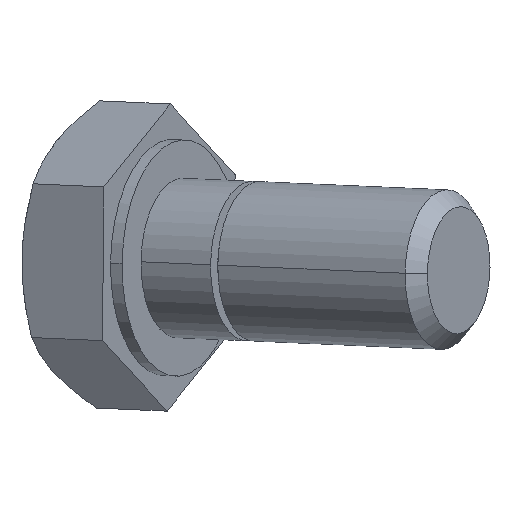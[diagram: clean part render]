
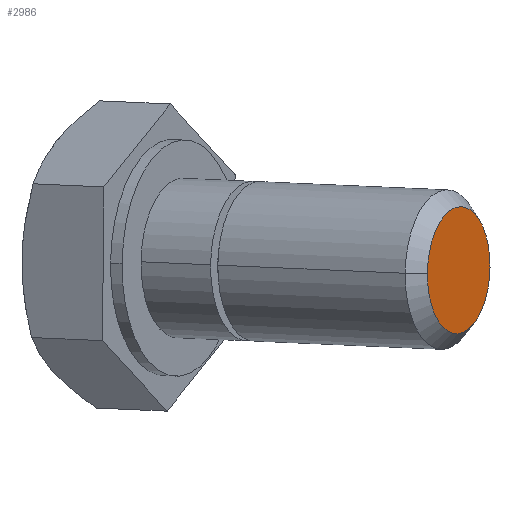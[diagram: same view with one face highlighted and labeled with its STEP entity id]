
A CAD part, front view. The second image highlights one B-rep face of the part: STEP entity #2986.
In plain terms, the highlighted planar face has unit normal (0.871, -0.49, -0.038).
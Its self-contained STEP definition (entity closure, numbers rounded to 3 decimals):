
#2574 = CONICAL_SURFACE('',#2575,2.693,0.785);
#2575 = AXIS2_PLACEMENT_3D('',#2576,#2577,#2578);
#2576 = CARTESIAN_POINT('',(9.946,-5.438,
    -0.466));
#2577 = DIRECTION('',(-0.871,0.491,0.038)
  );
#2578 = DIRECTION('',(0.492,0.869,0.047)
  );
#2713 = CONICAL_SURFACE('',#2714,2.693,0.785);
#2714 = AXIS2_PLACEMENT_3D('',#2715,#2716,#2717);
#2715 = CARTESIAN_POINT('',(9.946,-5.438,
    -0.466));
#2716 = DIRECTION('',(-0.871,0.491,0.038)
  );
#2717 = DIRECTION('',(-0.492,-0.869,
    -0.047));
#2753 = EDGE_CURVE('',#2754,#2756,#2758,.T.);
#2754 = VERTEX_POINT('',#2755);
#2755 = CARTESIAN_POINT('',(9.039,-7.664,
    -0.589));
#2756 = VERTEX_POINT('',#2757);
#2757 = CARTESIAN_POINT('',(11.387,-3.514,
    -0.366));
#2758 = SURFACE_CURVE('',#2759,(#2764,#2793),.PCURVE_S1.);
#2759 = CIRCLE('',#2760,2.387);
#2760 = AXIS2_PLACEMENT_3D('',#2761,#2762,#2763);
#2761 = CARTESIAN_POINT('',(10.213,-5.589,
    -0.477));
#2762 = DIRECTION('',(0.871,-0.491,-0.038
    ));
#2763 = DIRECTION('',(-0.492,-0.869,
    -0.047));
#2764 = PCURVE('',#2713,#2765);
#2765 = DEFINITIONAL_REPRESENTATION('',(#2766),#2792);
#2766 = B_SPLINE_CURVE_WITH_KNOTS('',3,(#2767,#2768,#2769,#2770,#2771,
    #2772,#2773,#2774,#2775,#2776,#2777,#2778,#2779,#2780,#2781,#2782,
    #2783,#2784,#2785,#2786,#2787,#2788,#2789,#2790,#2791),
  .UNSPECIFIED.,.F.,.F.,(4,1,1,1,1,1,1,1,1,1,1,1,1,1,1,1,1,1,1,1,1,1,4),
  (6.283,6.426,6.569,6.712,
    6.854,6.997,7.14,7.283,
    7.426,7.568,7.711,7.854,
    7.997,8.14,8.282,8.425,
    8.568,8.711,8.854,8.996,
    9.139,9.282,9.425),
  .QUASI_UNIFORM_KNOTS.);
#2767 = CARTESIAN_POINT('',(6.283,-0.307));
#2768 = CARTESIAN_POINT('',(6.236,-0.307));
#2769 = CARTESIAN_POINT('',(6.14,-0.307));
#2770 = CARTESIAN_POINT('',(5.998,-0.307));
#2771 = CARTESIAN_POINT('',(5.855,-0.307));
#2772 = CARTESIAN_POINT('',(5.712,-0.307));
#2773 = CARTESIAN_POINT('',(5.569,-0.307));
#2774 = CARTESIAN_POINT('',(5.426,-0.307));
#2775 = CARTESIAN_POINT('',(5.284,-0.307));
#2776 = CARTESIAN_POINT('',(5.141,-0.307));
#2777 = CARTESIAN_POINT('',(4.998,-0.307));
#2778 = CARTESIAN_POINT('',(4.855,-0.307));
#2779 = CARTESIAN_POINT('',(4.712,-0.307));
#2780 = CARTESIAN_POINT('',(4.57,-0.307));
#2781 = CARTESIAN_POINT('',(4.427,-0.307));
#2782 = CARTESIAN_POINT('',(4.284,-0.307));
#2783 = CARTESIAN_POINT('',(4.141,-0.307));
#2784 = CARTESIAN_POINT('',(3.998,-0.307));
#2785 = CARTESIAN_POINT('',(3.856,-0.307));
#2786 = CARTESIAN_POINT('',(3.713,-0.307));
#2787 = CARTESIAN_POINT('',(3.57,-0.307));
#2788 = CARTESIAN_POINT('',(3.427,-0.307));
#2789 = CARTESIAN_POINT('',(3.284,-0.307));
#2790 = CARTESIAN_POINT('',(3.189,-0.307));
#2791 = CARTESIAN_POINT('',(3.142,-0.307));
#2792 = ( GEOMETRIC_REPRESENTATION_CONTEXT(2) 
PARAMETRIC_REPRESENTATION_CONTEXT() REPRESENTATION_CONTEXT('2D SPACE',''
  ) );
#2793 = PCURVE('',#2794,#2799);
#2794 = PLANE('',#2795);
#2795 = AXIS2_PLACEMENT_3D('',#2796,#2797,#2798);
#2796 = CARTESIAN_POINT('',(10.213,-5.589,
    -0.477));
#2797 = DIRECTION('',(0.871,-0.491,-0.038)
  );
#2798 = DIRECTION('',(-0.01,0.059,
    -0.998));
#2799 = DEFINITIONAL_REPRESENTATION('',(#2800),#2804);
#2800 = CIRCLE('',#2801,2.387);
#2801 = AXIS2_PLACEMENT_2D('',#2802,#2803);
#2802 = CARTESIAN_POINT('',(0.,0.));
#2803 = DIRECTION('',(0.,-1.));
#2804 = ( GEOMETRIC_REPRESENTATION_CONTEXT(2) 
PARAMETRIC_REPRESENTATION_CONTEXT() REPRESENTATION_CONTEXT('2D SPACE',''
  ) );
#2942 = EDGE_CURVE('',#2756,#2754,#2943,.T.);
#2943 = SURFACE_CURVE('',#2944,(#2949,#2978),.PCURVE_S1.);
#2944 = CIRCLE('',#2945,2.387);
#2945 = AXIS2_PLACEMENT_3D('',#2946,#2947,#2948);
#2946 = CARTESIAN_POINT('',(10.213,-5.589,
    -0.477));
#2947 = DIRECTION('',(0.871,-0.491,-0.038
    ));
#2948 = DIRECTION('',(0.492,0.869,0.047)
  );
#2949 = PCURVE('',#2574,#2950);
#2950 = DEFINITIONAL_REPRESENTATION('',(#2951),#2977);
#2951 = B_SPLINE_CURVE_WITH_KNOTS('',3,(#2952,#2953,#2954,#2955,#2956,
    #2957,#2958,#2959,#2960,#2961,#2962,#2963,#2964,#2965,#2966,#2967,
    #2968,#2969,#2970,#2971,#2972,#2973,#2974,#2975,#2976),
  .UNSPECIFIED.,.F.,.F.,(4,1,1,1,1,1,1,1,1,1,1,1,1,1,1,1,1,1,1,1,1,1,4),
  (0.,0.143,0.286,0.428,0.571,
    0.714,0.857,1.,1.142,
    1.285,1.428,1.571,1.714,
    1.856,1.999,2.142,2.285,
    2.428,2.57,2.713,2.856,
    2.999,3.142),.QUASI_UNIFORM_KNOTS.);
#2952 = CARTESIAN_POINT('',(6.283,-0.307));
#2953 = CARTESIAN_POINT('',(6.236,-0.307));
#2954 = CARTESIAN_POINT('',(6.14,-0.307));
#2955 = CARTESIAN_POINT('',(5.998,-0.307));
#2956 = CARTESIAN_POINT('',(5.855,-0.307));
#2957 = CARTESIAN_POINT('',(5.712,-0.307));
#2958 = CARTESIAN_POINT('',(5.569,-0.307));
#2959 = CARTESIAN_POINT('',(5.426,-0.307));
#2960 = CARTESIAN_POINT('',(5.284,-0.307));
#2961 = CARTESIAN_POINT('',(5.141,-0.307));
#2962 = CARTESIAN_POINT('',(4.998,-0.307));
#2963 = CARTESIAN_POINT('',(4.855,-0.307));
#2964 = CARTESIAN_POINT('',(4.712,-0.307));
#2965 = CARTESIAN_POINT('',(4.57,-0.307));
#2966 = CARTESIAN_POINT('',(4.427,-0.307));
#2967 = CARTESIAN_POINT('',(4.284,-0.307));
#2968 = CARTESIAN_POINT('',(4.141,-0.307));
#2969 = CARTESIAN_POINT('',(3.998,-0.307));
#2970 = CARTESIAN_POINT('',(3.856,-0.307));
#2971 = CARTESIAN_POINT('',(3.713,-0.307));
#2972 = CARTESIAN_POINT('',(3.57,-0.307));
#2973 = CARTESIAN_POINT('',(3.427,-0.307));
#2974 = CARTESIAN_POINT('',(3.284,-0.307));
#2975 = CARTESIAN_POINT('',(3.189,-0.307));
#2976 = CARTESIAN_POINT('',(3.142,-0.307));
#2977 = ( GEOMETRIC_REPRESENTATION_CONTEXT(2) 
PARAMETRIC_REPRESENTATION_CONTEXT() REPRESENTATION_CONTEXT('2D SPACE',''
  ) );
#2978 = PCURVE('',#2794,#2979);
#2979 = DEFINITIONAL_REPRESENTATION('',(#2980),#2984);
#2980 = CIRCLE('',#2981,2.387);
#2981 = AXIS2_PLACEMENT_2D('',#2982,#2983);
#2982 = CARTESIAN_POINT('',(0.,0.));
#2983 = DIRECTION('',(0.,1.));
#2984 = ( GEOMETRIC_REPRESENTATION_CONTEXT(2) 
PARAMETRIC_REPRESENTATION_CONTEXT() REPRESENTATION_CONTEXT('2D SPACE',''
  ) );
#2986 = ADVANCED_FACE('',(#2987),#2794,.T.);
#2987 = FACE_BOUND('',#2988,.F.);
#2988 = EDGE_LOOP('',(#2989,#2990));
#2989 = ORIENTED_EDGE('',*,*,#2942,.F.);
#2990 = ORIENTED_EDGE('',*,*,#2753,.F.);
